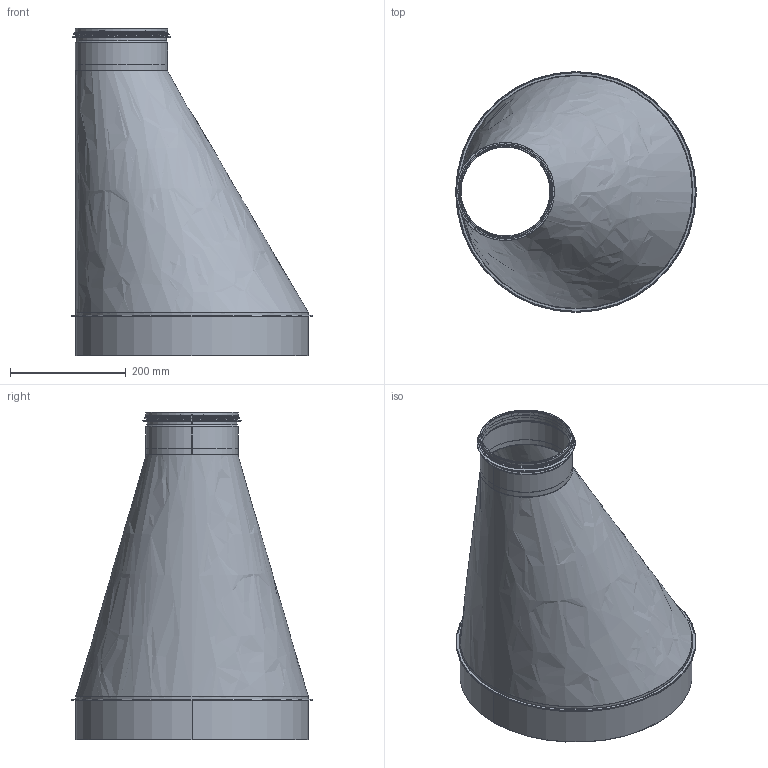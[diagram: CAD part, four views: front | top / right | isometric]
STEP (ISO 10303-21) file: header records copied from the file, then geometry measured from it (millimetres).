
FILE_DESCRIPTION((''),'2;1');
FILE_NAME('HFBM_400-160.stp','2014-02-19T13:19:56',(''),(''),'Autodesk Inventor 2013','Autodesk Inventor 2013','');
FILE_SCHEMA(('AUTOMOTIVE_DESIGN { 1 2 10303 214 0 1 1 1 }'));
Length unit declared in the file: millimetre
Products named in the file (6): HFBM_400-160; KonPunktadFalsadHFBM_400-160; MuffMedFals-400; Stos-160; StosRörämne-160; 999005
Assembly tree (5 placements, depth 3):
  HFBM_400-160
    KonPunktadFalsadHFBM_400-160
    MuffMedFals-400
    Stos-160
      StosRörämne-160
      999005
Bounding box: 415.47 x 415.47 x 565.5 mm (x, y, z)
Volume: 285958.5 mm3; surface area: 1129203.1 mm2
Topology: 4 solids, 4 shells, 92 faces, 183 edges, 99 vertices
Faces by surface type: plane 44, cylinder 20, torus 18, cone 6, bspline 4
Full cylindrical faces by diameter (mm): 153.2 x1, 154.2 x1, 155.4 x1, 157 x1, 158 x6, 159 x2, 164.4 x1, 169.4 x1, 400.5 x2, 401.5 x2, 403.5 x1, 411.5 x1
Entity records: 2862 total; most frequent: CARTESIAN_POINT 745, DIRECTION 437, ORIENTED_EDGE 324, AXIS2_PLACEMENT_3D 186, EDGE_CURVE 162, EDGE_LOOP 120, VERTEX_POINT 98, STYLED_ITEM 96
